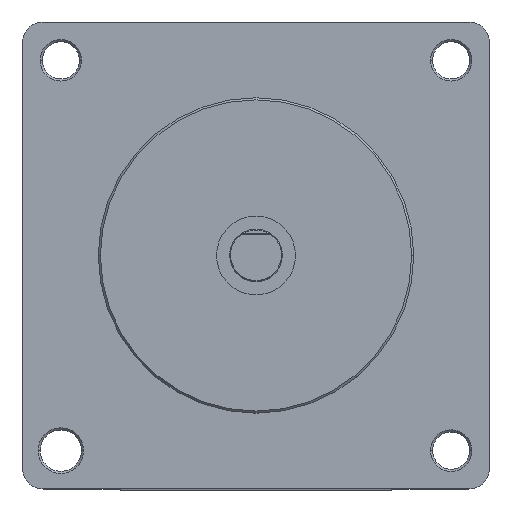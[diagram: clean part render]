
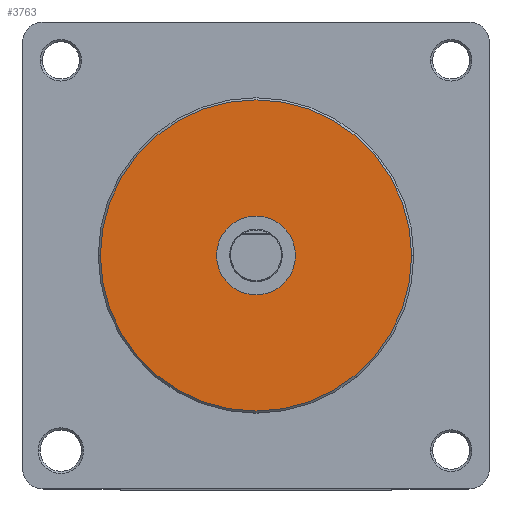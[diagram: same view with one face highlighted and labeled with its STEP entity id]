
A CAD part, top view. The second image highlights one B-rep face of the part: STEP entity #3763.
In plain terms, the highlighted planar face has unit normal (0, 0, 1).
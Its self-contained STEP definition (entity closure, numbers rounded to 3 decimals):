
#104 = AXIS2_PLACEMENT_3D ( 'NONE', #3788, #2853, #4066 ) ;
#169 = FACE_BOUND ( 'NONE', #2459, .T. ) ;
#187 = EDGE_CURVE ( 'NONE', #1593, #2410, #3152, .T. ) ;
#206 = EDGE_LOOP ( 'NONE', ( #613, #507 ) ) ;
#220 = DIRECTION ( 'NONE',  ( 0., 0., 1. ) ) ;
#507 = ORIENTED_EDGE ( 'NONE', *, *, #187, .T. ) ;
#569 = DIRECTION ( 'NONE',  ( 0., 0., 1. ) ) ;
#613 = ORIENTED_EDGE ( 'NONE', *, *, #755, .T. ) ;
#667 = CARTESIAN_POINT ( 'NONE',  ( 0., 0., 9.222 ) ) ;
#755 = EDGE_CURVE ( 'NONE', #2410, #1593, #3192, .T. ) ;
#822 = PLANE ( 'NONE',  #2087 ) ;
#1104 = ORIENTED_EDGE ( 'NONE', *, *, #3894, .F. ) ;
#1208 = AXIS2_PLACEMENT_3D ( 'NONE', #2790, #3511, #3752 ) ;
#1245 = AXIS2_PLACEMENT_3D ( 'NONE', #667, #2173, #3136 ) ;
#1428 = CARTESIAN_POINT ( 'NONE',  ( 18.796, 0., 9.222 ) ) ;
#1451 = CARTESIAN_POINT ( 'NONE',  ( 0., 0., 9.222 ) ) ;
#1585 = AXIS2_PLACEMENT_3D ( 'NONE', #1451, #569, #2402 ) ;
#1593 = VERTEX_POINT ( 'NONE', #1428 ) ;
#1611 = CARTESIAN_POINT ( 'NONE',  ( -4.763, 0., 9.222 ) ) ;
#1726 = DIRECTION ( 'NONE',  ( 1., 0., 0. ) ) ;
#1769 = VERTEX_POINT ( 'NONE', #1611 ) ;
#2087 = AXIS2_PLACEMENT_3D ( 'NONE', #3613, #220, #1726 ) ;
#2126 = EDGE_CURVE ( 'NONE', #2679, #1769, #3185, .T. ) ;
#2173 = DIRECTION ( 'NONE',  ( 0., 0., 1. ) ) ;
#2402 = DIRECTION ( 'NONE',  ( 1., 0., 0. ) ) ;
#2410 = VERTEX_POINT ( 'NONE', #3107 ) ;
#2459 = EDGE_LOOP ( 'NONE', ( #3080, #1104 ) ) ;
#2679 = VERTEX_POINT ( 'NONE', #3035 ) ;
#2790 = CARTESIAN_POINT ( 'NONE',  ( 0., 0., 9.222 ) ) ;
#2792 = FACE_OUTER_BOUND ( 'NONE', #206, .T. ) ;
#2853 = DIRECTION ( 'NONE',  ( 0., 0., 1. ) ) ;
#3035 = CARTESIAN_POINT ( 'NONE',  ( 4.763, 0., 9.222 ) ) ;
#3080 = ORIENTED_EDGE ( 'NONE', *, *, #2126, .F. ) ;
#3107 = CARTESIAN_POINT ( 'NONE',  ( -18.796, 0., 9.222 ) ) ;
#3136 = DIRECTION ( 'NONE',  ( 1., 0., 0. ) ) ;
#3152 = CIRCLE ( 'NONE', #1208, 18.796 ) ;
#3185 = CIRCLE ( 'NONE', #1585, 4.763 ) ;
#3192 = CIRCLE ( 'NONE', #104, 18.796 ) ;
#3441 = CIRCLE ( 'NONE', #1245, 4.763 ) ;
#3511 = DIRECTION ( 'NONE',  ( 0., 0., 1. ) ) ;
#3613 = CARTESIAN_POINT ( 'NONE',  ( 0., 0., 9.222 ) ) ;
#3752 = DIRECTION ( 'NONE',  ( 1., 0., 0. ) ) ;
#3763 = ADVANCED_FACE ( 'NONE', ( #2792, #169 ), #822, .T. ) ;
#3788 = CARTESIAN_POINT ( 'NONE',  ( 0., 0., 9.222 ) ) ;
#3894 = EDGE_CURVE ( 'NONE', #1769, #2679, #3441, .T. ) ;
#4066 = DIRECTION ( 'NONE',  ( 1., 0., 0. ) ) ;
